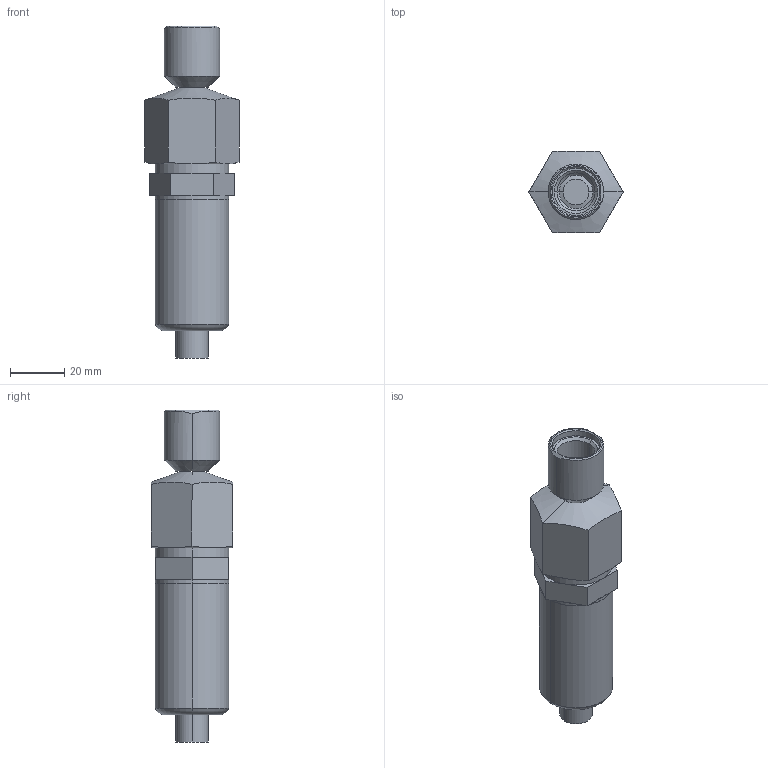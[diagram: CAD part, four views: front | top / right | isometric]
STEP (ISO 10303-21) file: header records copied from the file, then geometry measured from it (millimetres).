
FILE_DESCRIPTION (( 'STEP AP214' ), '1' );
FILE_NAME ('SR-PTT-XXX-05-0C-CAN.STEP', '2024-05-03T13:02:21', ( '' ), ( '' ), 'SwSTEP 2.0', 'SolidWorks 2023', '' );
FILE_SCHEMA (( 'AUTOMOTIVE_DESIGN' ));
Length unit declared in the file: millimetre
Products named in the file (1): SR-PTT-XXX-05-0C-CAN
Bounding box: 34.64 x 30 x 122.3 mm (x, y, z)
Surface area: 12319.7 mm2 (no closed solid volume)
Topology: 0 solids, 3 shells, 66 faces, 156 edges, 95 vertices
Faces by surface type: plane 33, cone 17, cylinder 14, torus 2
Entity records: 1971 total; most frequent: CARTESIAN_POINT 464, DIRECTION 323, ORIENTED_EDGE 302, EDGE_CURVE 156, AXIS2_PLACEMENT_3D 130, VERTEX_POINT 95, EDGE_LOOP 70, ADVANCED_FACE 66
